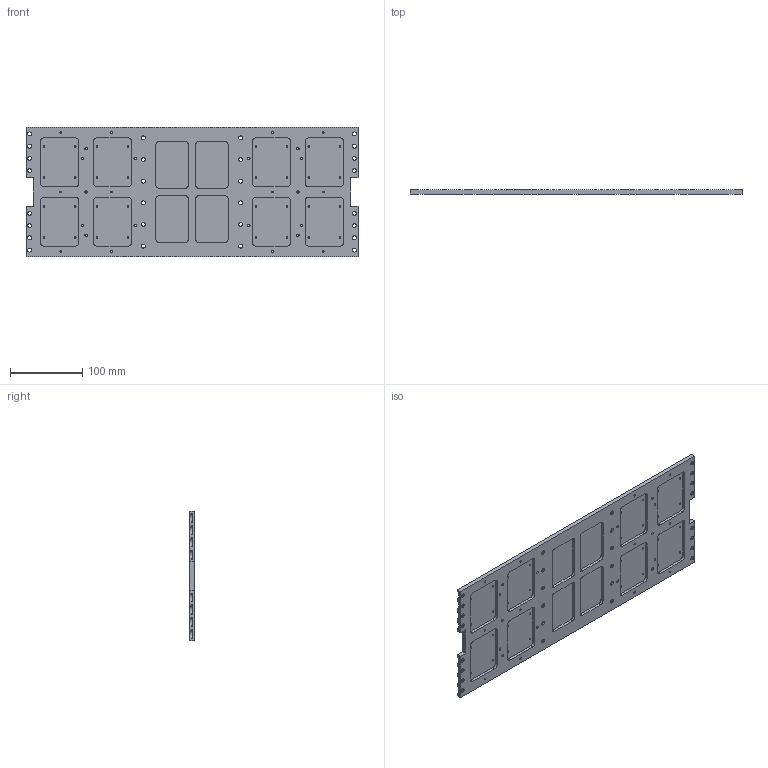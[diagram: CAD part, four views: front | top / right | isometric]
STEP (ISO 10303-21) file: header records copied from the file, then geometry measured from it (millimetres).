
FILE_DESCRIPTION (( 'STEP AP203' ), '1' );
FILE_NAME ('lowerFrametype2.STEP', '2024-10-14T02:40:08', ( 'lance' ), ( '' ), 'SwSTEP 2.0', 'SolidWorks 2021', '' );
FILE_SCHEMA (( 'CONFIG_CONTROL_DESIGN' ));
Length unit declared in the file: millimetre
Products named in the file (1): lowerFrametype2
Bounding box: 460 x 6 x 180 mm (x, y, z)
Volume: 318302.9 mm3; surface area: 186299.5 mm2
Topology: 1 solids, 1 shells, 442 faces, 1230 edges, 820 vertices
Faces by surface type: cylinder 302, plane 140
Entity records: 14879 total; most frequent: DIRECTION 2720, CARTESIAN_POINT 2493, ORIENTED_EDGE 2460, EDGE_CURVE 1230, AXIS2_PLACEMENT_3D 1047, VERTEX_POINT 820, EDGE_LOOP 644, VECTOR 626
